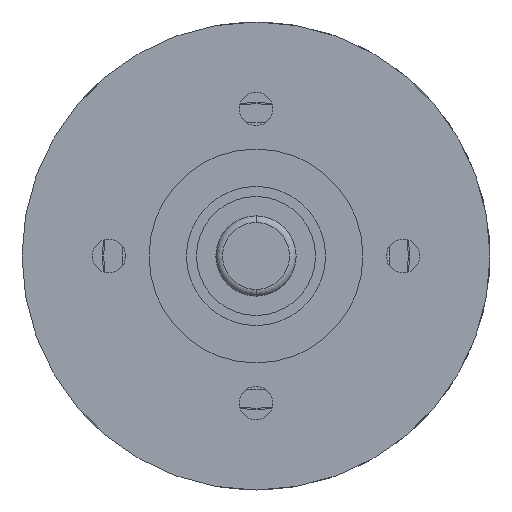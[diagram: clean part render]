
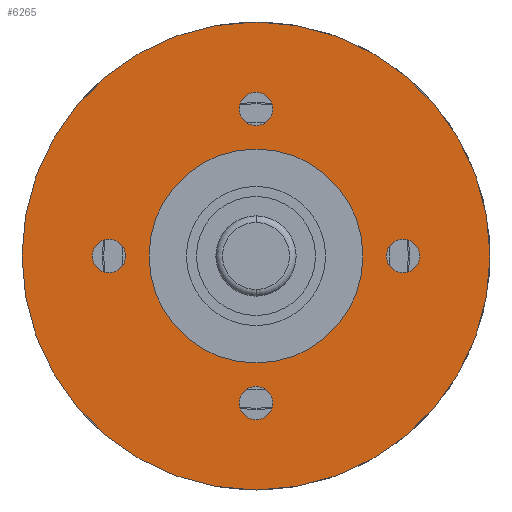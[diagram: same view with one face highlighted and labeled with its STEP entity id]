
A CAD part, left-side view. The second image highlights one B-rep face of the part: STEP entity #6265.
In plain terms, the highlighted planar face has unit normal (-1, 0, 0).
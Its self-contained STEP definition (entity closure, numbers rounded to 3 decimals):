
#931 = DIRECTION ( 'NONE',  ( -1., 0., 0. ) ) ;
#1151 = VERTEX_POINT ( 'NONE', #55854 ) ;
#1637 = CARTESIAN_POINT ( 'NONE',  ( -2., 0., -11. ) ) ;
#1994 = DIRECTION ( 'NONE',  ( -1., 0., 0. ) ) ;
#2322 = DIRECTION ( 'NONE',  ( -1., 0., 0. ) ) ;
#2631 = EDGE_LOOP ( 'NONE', ( #15088, #40736 ) ) ;
#2905 = DIRECTION ( 'NONE',  ( 1., 0., 0. ) ) ;
#4060 = DIRECTION ( 'NONE',  ( 0., 0., 1. ) ) ;
#4220 = CARTESIAN_POINT ( 'NONE',  ( -2., 0., 0. ) ) ;
#5301 = VERTEX_POINT ( 'NONE', #37439 ) ;
#6265 = ADVANCED_FACE ( 'NONE', ( #52235, #40568, #36424, #52883, #17166, #43966 ), #46510, .F. ) ;
#6895 = CARTESIAN_POINT ( 'NONE',  ( -2., 11., 0. ) ) ;
#6978 = AXIS2_PLACEMENT_3D ( 'NONE', #4220, #48245, #12711 ) ;
#7386 = ORIENTED_EDGE ( 'NONE', *, *, #23008, .F. ) ;
#7874 = CARTESIAN_POINT ( 'NONE',  ( -2., -11., 1.25 ) ) ;
#8186 = ORIENTED_EDGE ( 'NONE', *, *, #39053, .F. ) ;
#8878 = CARTESIAN_POINT ( 'NONE',  ( -2., 0., -8. ) ) ;
#9756 = EDGE_CURVE ( 'NONE', #11238, #24177, #10931, .T. ) ;
#10070 = CARTESIAN_POINT ( 'NONE',  ( -2., 0., -12.25 ) ) ;
#10446 = CARTESIAN_POINT ( 'NONE',  ( -2., 0., 11. ) ) ;
#10931 = CIRCLE ( 'NONE', #55657, 1.25 ) ;
#11238 = VERTEX_POINT ( 'NONE', #12356 ) ;
#11539 = CARTESIAN_POINT ( 'NONE',  ( -2., 0., 0. ) ) ;
#11785 = CARTESIAN_POINT ( 'NONE',  ( -2., 0., -11. ) ) ;
#11982 = EDGE_LOOP ( 'NONE', ( #35320, #28979 ) ) ;
#12356 = CARTESIAN_POINT ( 'NONE',  ( -2., -11., -1.25 ) ) ;
#12465 = AXIS2_PLACEMENT_3D ( 'NONE', #11539, #2905, #56453 ) ;
#12711 = DIRECTION ( 'NONE',  ( 0., 0., -1. ) ) ;
#13130 = DIRECTION ( 'NONE',  ( -1., 0., 0. ) ) ;
#13297 = AXIS2_PLACEMENT_3D ( 'NONE', #1637, #1994, #15048 ) ;
#15048 = DIRECTION ( 'NONE',  ( 0., 0., 1. ) ) ;
#15088 = ORIENTED_EDGE ( 'NONE', *, *, #36667, .T. ) ;
#15232 = ORIENTED_EDGE ( 'NONE', *, *, #22905, .F. ) ;
#15959 = CIRCLE ( 'NONE', #33151, 1.25 ) ;
#16603 = CIRCLE ( 'NONE', #33097, 1.25 ) ;
#17166 = FACE_BOUND ( 'NONE', #2631, .T. ) ;
#18658 = CIRCLE ( 'NONE', #40769, 8. ) ;
#19218 = CIRCLE ( 'NONE', #6978, 17.5 ) ;
#19673 = CARTESIAN_POINT ( 'NONE',  ( -2., 0., 0. ) ) ;
#19946 = DIRECTION ( 'NONE',  ( 1., 0., 0. ) ) ;
#20300 = EDGE_CURVE ( 'NONE', #53286, #5301, #36088, .T. ) ;
#20396 = DIRECTION ( 'NONE',  ( -1., 0., 0. ) ) ;
#21453 = CIRCLE ( 'NONE', #13297, 1.25 ) ;
#22683 = AXIS2_PLACEMENT_3D ( 'NONE', #19673, #54632, #37015 ) ;
#22868 = EDGE_CURVE ( 'NONE', #37115, #53228, #15959, .T. ) ;
#22905 = EDGE_CURVE ( 'NONE', #27721, #31471, #21453, .T. ) ;
#23008 = EDGE_CURVE ( 'NONE', #31471, #27721, #38647, .T. ) ;
#24177 = VERTEX_POINT ( 'NONE', #7874 ) ;
#24199 = DIRECTION ( 'NONE',  ( -1., 0., 0. ) ) ;
#24418 = EDGE_LOOP ( 'NONE', ( #40709, #34563 ) ) ;
#24576 = CARTESIAN_POINT ( 'NONE',  ( -2., 0., 0. ) ) ;
#27343 = VERTEX_POINT ( 'NONE', #47017 ) ;
#27721 = VERTEX_POINT ( 'NONE', #10070 ) ;
#28143 = DIRECTION ( 'NONE',  ( 0., 0., 1. ) ) ;
#28263 = DIRECTION ( 'NONE',  ( 0., 0., -1. ) ) ;
#28295 = EDGE_CURVE ( 'NONE', #27343, #1151, #49143, .T. ) ;
#28979 = ORIENTED_EDGE ( 'NONE', *, *, #28295, .F. ) ;
#29947 = CARTESIAN_POINT ( 'NONE',  ( -2., 0., 0. ) ) ;
#30623 = CARTESIAN_POINT ( 'NONE',  ( -2., -11., 0. ) ) ;
#30902 = AXIS2_PLACEMENT_3D ( 'NONE', #6895, #24199, #55127 ) ;
#31471 = VERTEX_POINT ( 'NONE', #51713 ) ;
#31519 = ORIENTED_EDGE ( 'NONE', *, *, #22868, .F. ) ;
#32060 = CARTESIAN_POINT ( 'NONE',  ( -2., 0., 9.75 ) ) ;
#32428 = EDGE_LOOP ( 'NONE', ( #7386, #15232 ) ) ;
#32625 = CARTESIAN_POINT ( 'NONE',  ( -2., 0., 11. ) ) ;
#33097 = AXIS2_PLACEMENT_3D ( 'NONE', #30623, #13130, #4060 ) ;
#33151 = AXIS2_PLACEMENT_3D ( 'NONE', #10446, #41942, #28143 ) ;
#33636 = CARTESIAN_POINT ( 'NONE',  ( -2., 0., 12.25 ) ) ;
#33745 = EDGE_LOOP ( 'NONE', ( #47619, #37803 ) ) ;
#33756 = EDGE_CURVE ( 'NONE', #1151, #27343, #49861, .T. ) ;
#34563 = ORIENTED_EDGE ( 'NONE', *, *, #9756, .F. ) ;
#34729 = DIRECTION ( 'NONE',  ( 0., 0., -1. ) ) ;
#34814 = CARTESIAN_POINT ( 'NONE',  ( -2., 0., 8. ) ) ;
#35320 = ORIENTED_EDGE ( 'NONE', *, *, #33756, .F. ) ;
#36088 = CIRCLE ( 'NONE', #22683, 17.5 ) ;
#36424 = FACE_BOUND ( 'NONE', #24418, .T. ) ;
#36667 = EDGE_CURVE ( 'NONE', #52526, #43570, #42537, .T. ) ;
#37015 = DIRECTION ( 'NONE',  ( 0., 0., -1. ) ) ;
#37115 = VERTEX_POINT ( 'NONE', #33636 ) ;
#37255 = DIRECTION ( 'NONE',  ( 0., 0., 1. ) ) ;
#37439 = CARTESIAN_POINT ( 'NONE',  ( -2., 0., 17.5 ) ) ;
#37763 = DIRECTION ( 'NONE',  ( 0., 0., 1. ) ) ;
#37803 = ORIENTED_EDGE ( 'NONE', *, *, #20300, .F. ) ;
#38647 = CIRCLE ( 'NONE', #50829, 1.25 ) ;
#39053 = EDGE_CURVE ( 'NONE', #53228, #37115, #42380, .T. ) ;
#40321 = DIRECTION ( 'NONE',  ( 0., 0., 1. ) ) ;
#40568 = FACE_BOUND ( 'NONE', #46210, .T. ) ;
#40709 = ORIENTED_EDGE ( 'NONE', *, *, #54205, .F. ) ;
#40736 = ORIENTED_EDGE ( 'NONE', *, *, #45136, .T. ) ;
#40769 = AXIS2_PLACEMENT_3D ( 'NONE', #24576, #19946, #28263 ) ;
#41942 = DIRECTION ( 'NONE',  ( -1., 0., 0. ) ) ;
#42308 = AXIS2_PLACEMENT_3D ( 'NONE', #29947, #42984, #34729 ) ;
#42380 = CIRCLE ( 'NONE', #43262, 1.25 ) ;
#42537 = CIRCLE ( 'NONE', #42308, 8. ) ;
#42984 = DIRECTION ( 'NONE',  ( 1., 0., 0. ) ) ;
#43262 = AXIS2_PLACEMENT_3D ( 'NONE', #32625, #45880, #37255 ) ;
#43570 = VERTEX_POINT ( 'NONE', #8878 ) ;
#43966 = FACE_OUTER_BOUND ( 'NONE', #33745, .T. ) ;
#45136 = EDGE_CURVE ( 'NONE', #43570, #52526, #18658, .T. ) ;
#45876 = CARTESIAN_POINT ( 'NONE',  ( -2., 0., -17.5 ) ) ;
#45880 = DIRECTION ( 'NONE',  ( -1., 0., 0. ) ) ;
#46210 = EDGE_LOOP ( 'NONE', ( #31519, #8186 ) ) ;
#46510 = PLANE ( 'NONE',  #12465 ) ;
#47017 = CARTESIAN_POINT ( 'NONE',  ( -2., 11., -1.25 ) ) ;
#47619 = ORIENTED_EDGE ( 'NONE', *, *, #54653, .F. ) ;
#47725 = AXIS2_PLACEMENT_3D ( 'NONE', #50556, #2322, #49996 ) ;
#48245 = DIRECTION ( 'NONE',  ( 1., 0., 0. ) ) ;
#49143 = CIRCLE ( 'NONE', #30902, 1.25 ) ;
#49163 = CARTESIAN_POINT ( 'NONE',  ( -2., -11., 0. ) ) ;
#49861 = CIRCLE ( 'NONE', #47725, 1.25 ) ;
#49996 = DIRECTION ( 'NONE',  ( 0., 0., 1. ) ) ;
#50556 = CARTESIAN_POINT ( 'NONE',  ( -2., 11., 0. ) ) ;
#50829 = AXIS2_PLACEMENT_3D ( 'NONE', #11785, #20396, #37763 ) ;
#51713 = CARTESIAN_POINT ( 'NONE',  ( -2., 0., -9.75 ) ) ;
#52235 = FACE_BOUND ( 'NONE', #11982, .T. ) ;
#52526 = VERTEX_POINT ( 'NONE', #34814 ) ;
#52883 = FACE_BOUND ( 'NONE', #32428, .T. ) ;
#53228 = VERTEX_POINT ( 'NONE', #32060 ) ;
#53286 = VERTEX_POINT ( 'NONE', #45876 ) ;
#54205 = EDGE_CURVE ( 'NONE', #24177, #11238, #16603, .T. ) ;
#54632 = DIRECTION ( 'NONE',  ( 1., 0., 0. ) ) ;
#54653 = EDGE_CURVE ( 'NONE', #5301, #53286, #19218, .T. ) ;
#55127 = DIRECTION ( 'NONE',  ( 0., 0., 1. ) ) ;
#55657 = AXIS2_PLACEMENT_3D ( 'NONE', #49163, #931, #40321 ) ;
#55854 = CARTESIAN_POINT ( 'NONE',  ( -2., 11., 1.25 ) ) ;
#56453 = DIRECTION ( 'NONE',  ( 0., 0., -1. ) ) ;
